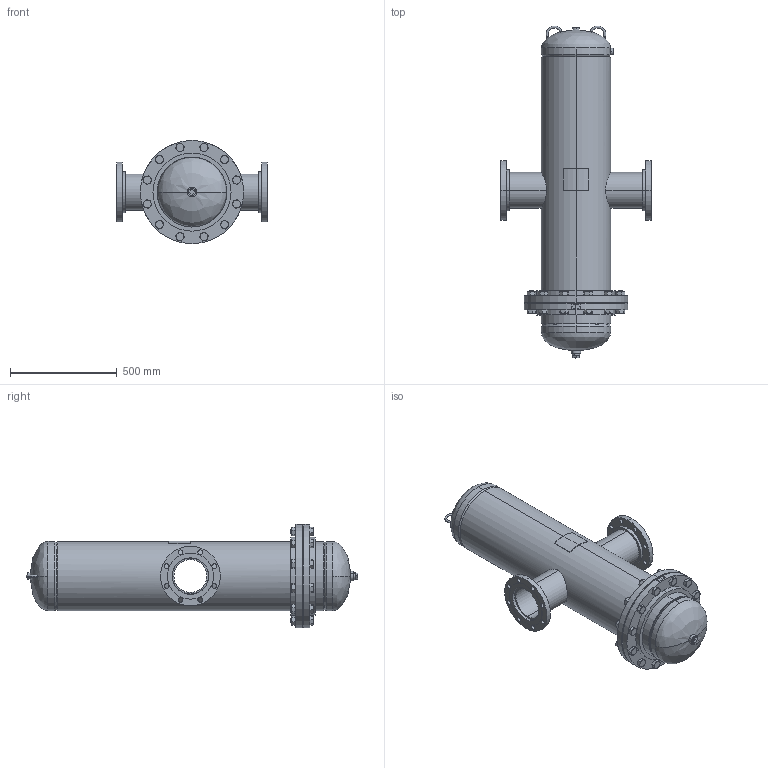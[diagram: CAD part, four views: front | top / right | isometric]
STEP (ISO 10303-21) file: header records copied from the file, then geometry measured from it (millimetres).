
FILE_DESCRIPTION (( 'STEP AP203' ), '1' );
FILE_NAME ('WVA-6HV.STEP', '2021-03-11T13:40:19', ( '' ), ( '' ), 'SwSTEP 2.0', 'SolidWorks 2021', '' );
FILE_SCHEMA (( 'CONFIG_CONTROL_DESIGN' ));
Length unit declared in the file: inch
Products named in the file (18): 9200053; 9600830_12.75" VERT; WVA-6HV; 9400540; 99P4044; SORF FLANGES ASME B16.5_12 150# SA-105; 9800635_9800635; 9500030; 9500050; 9800614_9800614; PLUGS_9500150; SORF FLANGES ASME B16.5_6 150# SA-105; 99P3949_3.3125; 99M3580_19; Garlock F.F. Gaskets 150# .0625 tk_9471012; 72J1048; 9301110_8.625
Assembly tree (45 placements, depth 2):
  WVA-6HV
    99P4044
    99P3949_3.3125
    9200053
    9200053
    9500030  x2
    9500050
    PLUGS_9500150
    9301110_8.625  x2
    SORF FLANGES ASME B16.5_6 150# SA-105  x2
    SORF FLANGES ASME B16.5_12 150# SA-105  x2
    Garlock F.F. Gaskets 150# .0625 tk_9471012
    9800614_9800614  x12
    9800635_9800635  x12
    9400540  x2
    72J1048  x2
    99M3580_19
    9600830_12.75" VERT
Bounding box: 704.85 x 1552.62 x 483.39 mm (x, y, z)
Volume: 18659212.7 mm3; surface area: 5204910.8 mm2
Topology: 45 solids, 45 shells, 897 faces, 1992 edges, 1208 vertices
Faces by surface type: cone 314, cylinder 282, plane 265, torus 20, bspline 16
Entity records: 13722 total; most frequent: CARTESIAN_POINT 3962, DIRECTION 1612, ORIENTED_EDGE 1352, AXIS2_PLACEMENT_3D 698, EDGE_CURVE 676, VERTEX_POINT 426, EDGE_LOOP 392, CIRCLE 376
